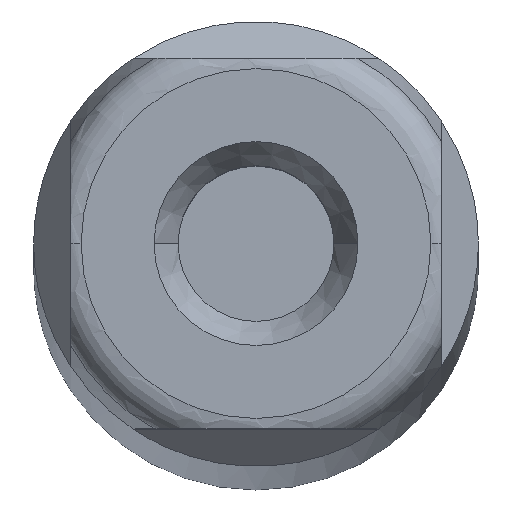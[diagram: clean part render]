
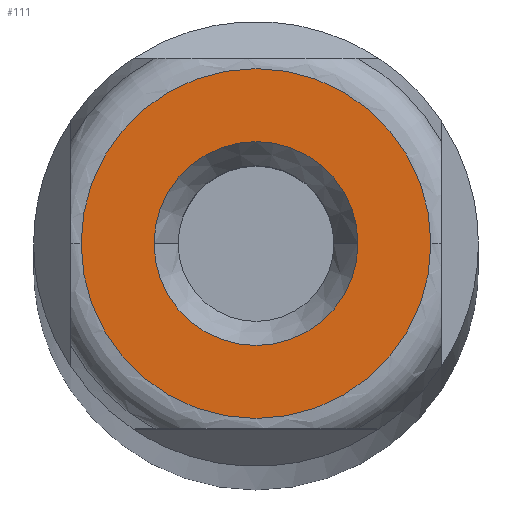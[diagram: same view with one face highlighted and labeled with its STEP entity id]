
A CAD part, top view. The second image highlights one B-rep face of the part: STEP entity #111.
In plain terms, the highlighted planar face has unit normal (0, 0, 1).
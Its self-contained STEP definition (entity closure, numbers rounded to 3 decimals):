
#23 = CARTESIAN_POINT ( 'NONE',  ( 4.72, 0., 0. ) ) ;
#41 = DIRECTION ( 'NONE',  ( 0., 0., -1. ) ) ;
#49 = EDGE_CURVE ( 'NONE', #183, #1275, #180, .T. ) ;
#51 = AXIS2_PLACEMENT_3D ( 'NONE', #56, #41, #881 ) ;
#56 = CARTESIAN_POINT ( 'NONE',  ( 0., 0., 0. ) ) ;
#57 = DIRECTION ( 'NONE',  ( 1., 0., 0. ) ) ;
#94 = DIRECTION ( 'NONE',  ( 0., 0., 1. ) ) ;
#111 = ADVANCED_FACE ( 'NONE', ( #1290, #1163 ), #460, .F. ) ;
#157 = CARTESIAN_POINT ( 'NONE',  ( 0., 0., 0. ) ) ;
#169 = CARTESIAN_POINT ( 'NONE',  ( -4.72, 0., 0. ) ) ;
#180 = CIRCLE ( 'NONE', #1002, 2.75 ) ;
#183 = VERTEX_POINT ( 'NONE', #1209 ) ;
#242 = CARTESIAN_POINT ( 'NONE',  ( 0., 0., 0. ) ) ;
#275 = ORIENTED_EDGE ( 'NONE', *, *, #49, .F. ) ;
#283 = EDGE_CURVE ( 'NONE', #1112, #549, #860, .T. ) ;
#335 = DIRECTION ( 'NONE',  ( 1., 0., 0. ) ) ;
#338 = DIRECTION ( 'NONE',  ( 0., 0., 1. ) ) ;
#366 = CARTESIAN_POINT ( 'NONE',  ( 0., 0., 0. ) ) ;
#460 = PLANE ( 'NONE',  #51 ) ;
#474 = EDGE_LOOP ( 'NONE', ( #275, #774 ) ) ;
#500 = CARTESIAN_POINT ( 'NONE',  ( 0., 0., 0. ) ) ;
#535 = EDGE_LOOP ( 'NONE', ( #877, #961 ) ) ;
#549 = VERTEX_POINT ( 'NONE', #23 ) ;
#555 = EDGE_CURVE ( 'NONE', #549, #1112, #827, .T. ) ;
#587 = CARTESIAN_POINT ( 'NONE',  ( -2.75, 0., 0. ) ) ;
#672 = EDGE_CURVE ( 'NONE', #1275, #183, #1257, .T. ) ;
#774 = ORIENTED_EDGE ( 'NONE', *, *, #672, .F. ) ;
#827 = CIRCLE ( 'NONE', #913, 4.72 ) ;
#860 = CIRCLE ( 'NONE', #1027, 4.72 ) ;
#877 = ORIENTED_EDGE ( 'NONE', *, *, #555, .T. ) ;
#881 = DIRECTION ( 'NONE',  ( -1., 0., 0. ) ) ;
#913 = AXIS2_PLACEMENT_3D ( 'NONE', #242, #338, #335 ) ;
#961 = ORIENTED_EDGE ( 'NONE', *, *, #283, .T. ) ;
#1002 = AXIS2_PLACEMENT_3D ( 'NONE', #366, #1203, #1199 ) ;
#1027 = AXIS2_PLACEMENT_3D ( 'NONE', #500, #94, #1131 ) ;
#1039 = AXIS2_PLACEMENT_3D ( 'NONE', #157, #1310, #57 ) ;
#1112 = VERTEX_POINT ( 'NONE', #169 ) ;
#1131 = DIRECTION ( 'NONE',  ( 1., 0., 0. ) ) ;
#1163 = FACE_OUTER_BOUND ( 'NONE', #535, .T. ) ;
#1199 = DIRECTION ( 'NONE',  ( 1., 0., 0. ) ) ;
#1203 = DIRECTION ( 'NONE',  ( 0., 0., 1. ) ) ;
#1209 = CARTESIAN_POINT ( 'NONE',  ( 2.75, 0., 0. ) ) ;
#1257 = CIRCLE ( 'NONE', #1039, 2.75 ) ;
#1275 = VERTEX_POINT ( 'NONE', #587 ) ;
#1290 = FACE_BOUND ( 'NONE', #474, .T. ) ;
#1310 = DIRECTION ( 'NONE',  ( 0., 0., 1. ) ) ;
